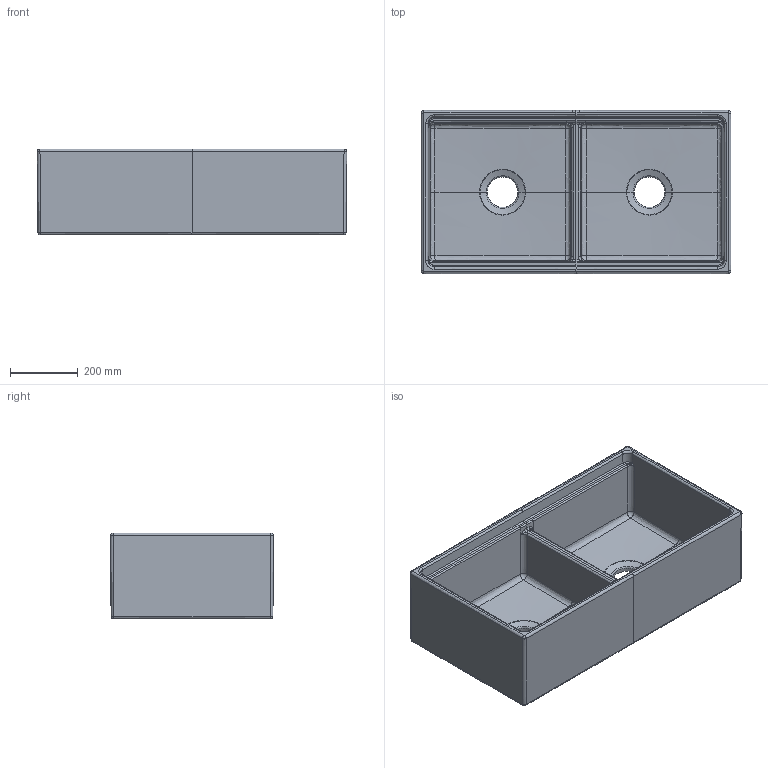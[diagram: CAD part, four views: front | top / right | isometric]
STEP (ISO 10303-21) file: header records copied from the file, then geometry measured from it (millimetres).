
FILE_DESCRIPTION(/* description */ (''),/* implementation_level */ '2;1');
FILE_NAME(/* name */ '1348 yeni version.stp',/* time_stamp */ '2018-03-22T08:13:06+03:00',/* author */ (''),/* organization */ (''),/* preprocessor_version */ 'ST-DEVELOPER v16',/* originating_system */ 'SIEMENS PLM Software NX 11.0',/* authorisation */ '');
FILE_SCHEMA (('AP203_CONFIGURATION_CONTROLLED_3D_DESIGN_OF_MECHANICAL_PARTS_AND_ASSEMBLIES_MIM_LF { 1 0 10303 403 2 1 2}'));
Length unit declared in the file: millimetre
Products named in the file (1): DellA6A0831Bz6r5
Bounding box: 914.68 x 482.47 x 254 mm (x, y, z)
Volume: 28168997.1 mm3; surface area: 2228267.4 mm2
Topology: 1 solids, 1 shells, 481 faces, 1098 edges, 618 vertices
Faces by surface type: bspline 350, cylinder 72, plane 51, sphere 8
Full cylindrical faces by diameter (mm): 90 x2
Entity records: 26569 total; most frequent: CARTESIAN_POINT 18085, ORIENTED_EDGE 2172, DIRECTION 1126, EDGE_CURVE 1086, VERTEX_POINT 616, B_SPLINE_CURVE_WITH_KNOTS 580, EDGE_LOOP 494, AXIS2_PLACEMENT_3D 488
